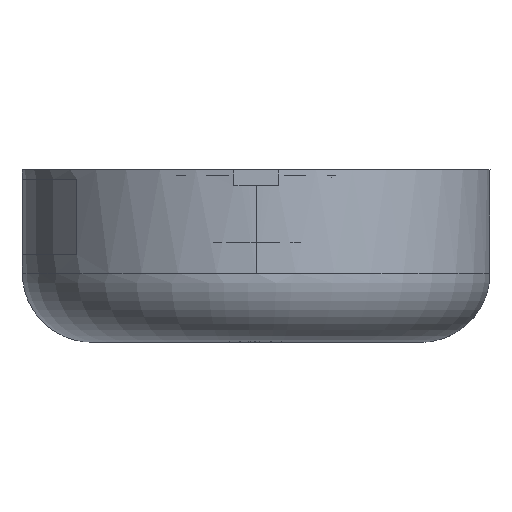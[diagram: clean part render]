
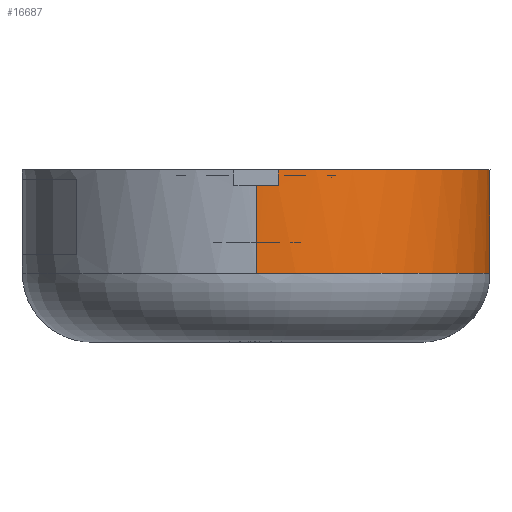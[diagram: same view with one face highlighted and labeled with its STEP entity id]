
A CAD part, left-side view. The second image highlights one B-rep face of the part: STEP entity #16687.
In plain terms, the highlighted cylindrical face has radius 23.75 mm (diameter 47.5 mm), a partial arc.
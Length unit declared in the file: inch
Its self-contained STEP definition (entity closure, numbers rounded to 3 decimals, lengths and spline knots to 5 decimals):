
#740 = CARTESIAN_POINT ( 'NONE',  ( -0.93083, -0.08858, 0.62598 ) ) ;
#780 = EDGE_CURVE ( 'NONE', #2058, #2655, #21171, .T. ) ;
#848 = DIRECTION ( 'NONE',  ( 0., 0., -1. ) ) ;
#1441 = ORIENTED_EDGE ( 'NONE', *, *, #6165, .T. ) ;
#1452 = EDGE_CURVE ( 'NONE', #24997, #25334, #20905, .T. ) ;
#1558 = CARTESIAN_POINT ( 'NONE',  ( 0., 0., 0.27559 ) ) ;
#2058 = VERTEX_POINT ( 'NONE', #10967 ) ;
#2063 = AXIS2_PLACEMENT_3D ( 'NONE', #25387, #15121, #15638 ) ;
#2655 = VERTEX_POINT ( 'NONE', #2839 ) ;
#2773 = EDGE_CURVE ( 'NONE', #2058, #17188, #10621, .T. ) ;
#2839 = CARTESIAN_POINT ( 'NONE',  ( -0.93504, 0., 0.27559 ) ) ;
#4480 = DIRECTION ( 'NONE',  ( 0., 0., -1. ) ) ;
#4893 = ORIENTED_EDGE ( 'NONE', *, *, #20869, .T. ) ;
#5052 = EDGE_CURVE ( 'NONE', #25334, #23598, #6521, .T. ) ;
#6165 = EDGE_CURVE ( 'NONE', #24997, #17188, #18424, .T. ) ;
#6193 = FACE_OUTER_BOUND ( 'NONE', #17439, .T. ) ;
#6371 = CARTESIAN_POINT ( 'NONE',  ( -0.93083, -0.08858, 0.68898 ) ) ;
#6521 = LINE ( 'NONE', #20249, #21790 ) ;
#7186 = DIRECTION ( 'NONE',  ( 1., 0., 0. ) ) ;
#7686 = DIRECTION ( 'NONE',  ( 0., 0., -1. ) ) ;
#8173 = DIRECTION ( 'NONE',  ( -1., 0., 0. ) ) ;
#9209 = VECTOR ( 'NONE', #7686, 39.37008 ) ;
#9380 = DIRECTION ( 'NONE',  ( 0., 0., 1. ) ) ;
#9430 = AXIS2_PLACEMENT_3D ( 'NONE', #15934, #17863, #23249 ) ;
#9635 = CARTESIAN_POINT ( 'NONE',  ( 0.85698, -0.37402, 0.27559 ) ) ;
#10621 = CIRCLE ( 'NONE', #15104, 0.93504 ) ;
#10967 = CARTESIAN_POINT ( 'NONE',  ( -0.93504, 0., 0.62598 ) ) ;
#12195 = ORIENTED_EDGE ( 'NONE', *, *, #5052, .F. ) ;
#12688 = ORIENTED_EDGE ( 'NONE', *, *, #1452, .F. ) ;
#13068 = ORIENTED_EDGE ( 'NONE', *, *, #2773, .F. ) ;
#13528 = CARTESIAN_POINT ( 'NONE',  ( 0.85698, -0.37402, 0.68898 ) ) ;
#15104 = AXIS2_PLACEMENT_3D ( 'NONE', #18189, #21293, #8173 ) ;
#15121 = DIRECTION ( 'NONE',  ( 0., 0., 1. ) ) ;
#15558 = VECTOR ( 'NONE', #848, 39.37008 ) ;
#15638 = DIRECTION ( 'NONE',  ( 1., 0., 0. ) ) ;
#15934 = CARTESIAN_POINT ( 'NONE',  ( 0., 0., 0.68898 ) ) ;
#16687 = ADVANCED_FACE ( 'NONE', ( #6193 ), #19664, .T. ) ;
#17188 = VERTEX_POINT ( 'NONE', #740 ) ;
#17439 = EDGE_LOOP ( 'NONE', ( #13068, #23388, #4893, #12195, #12688, #1441 ) ) ;
#17863 = DIRECTION ( 'NONE',  ( 0., 0., -1. ) ) ;
#18189 = CARTESIAN_POINT ( 'NONE',  ( 0., 0., 0.62598 ) ) ;
#18424 = LINE ( 'NONE', #6371, #15558 ) ;
#19249 = CARTESIAN_POINT ( 'NONE',  ( -0.93504, 0., 0.68898 ) ) ;
#19664 = CYLINDRICAL_SURFACE ( 'NONE', #9430, 0.93504 ) ;
#20249 = CARTESIAN_POINT ( 'NONE',  ( 0.85698, -0.37402, 0.68898 ) ) ;
#20869 = EDGE_CURVE ( 'NONE', #2655, #23598, #24405, .T. ) ;
#20905 = CIRCLE ( 'NONE', #2063, 0.93504 ) ;
#21171 = LINE ( 'NONE', #19249, #9209 ) ;
#21293 = DIRECTION ( 'NONE',  ( 0., 0., 1. ) ) ;
#21790 = VECTOR ( 'NONE', #4480, 39.37008 ) ;
#22360 = AXIS2_PLACEMENT_3D ( 'NONE', #1558, #9380, #7186 ) ;
#23052 = CARTESIAN_POINT ( 'NONE',  ( -0.93083, -0.08858, 0.68898 ) ) ;
#23249 = DIRECTION ( 'NONE',  ( -1., 0., 0. ) ) ;
#23388 = ORIENTED_EDGE ( 'NONE', *, *, #780, .T. ) ;
#23598 = VERTEX_POINT ( 'NONE', #9635 ) ;
#24405 = CIRCLE ( 'NONE', #22360, 0.93504 ) ;
#24997 = VERTEX_POINT ( 'NONE', #23052 ) ;
#25334 = VERTEX_POINT ( 'NONE', #13528 ) ;
#25387 = CARTESIAN_POINT ( 'NONE',  ( 0., 0., 0.68898 ) ) ;
